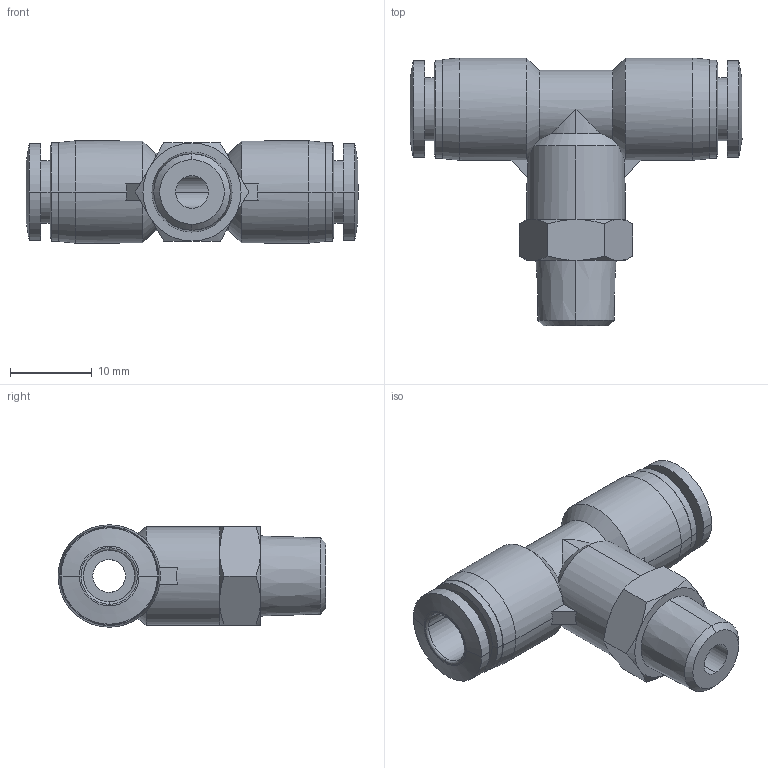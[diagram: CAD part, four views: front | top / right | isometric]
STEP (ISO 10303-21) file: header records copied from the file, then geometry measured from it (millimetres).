
FILE_DESCRIPTION (( 'STEP AP214' ), '1' );
FILE_NAME ('MBT6M-18R.step', '2016-02-24T20:38:56', ( '' ), ( '' ), 'SwSTEP 2.0', 'SolidWorks 2015', '' );
FILE_SCHEMA (( 'AUTOMOTIVE_DESIGN' ));
Length unit declared in the file: inch
Products named in the file (1): MBT6M-18R
Bounding box: 40.6 x 32.75 x 12.5 mm (x, y, z)
Volume: 4964.9 mm3; surface area: 3764.4 mm2
Topology: 1 solids, 1 shells, 93 faces, 219 edges, 136 vertices
Faces by surface type: cone 34, cylinder 31, plane 24, torus 4
Entity records: 4136 total; most frequent: CARTESIAN_POINT 789, DIRECTION 445, ORIENTED_EDGE 438, EDGE_CURVE 219, AXIS2_PLACEMENT_3D 190, VERTEX_POINT 136, EDGE_LOOP 105, LENGTH_MEASURE_WITH_UNIT 96
